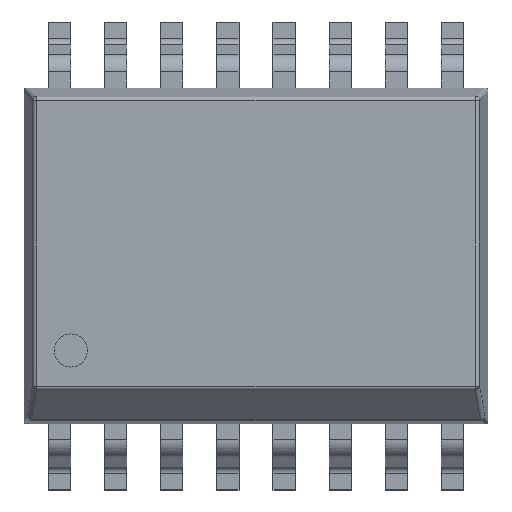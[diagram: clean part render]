
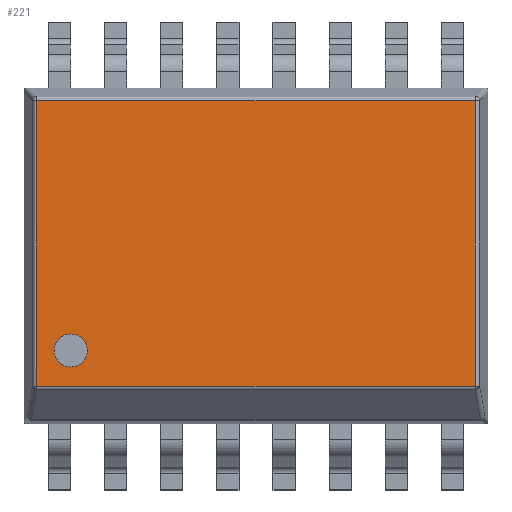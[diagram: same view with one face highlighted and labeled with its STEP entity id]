
A CAD part, top view. The second image highlights one B-rep face of the part: STEP entity #221.
In plain terms, the highlighted planar face has unit normal (0, 0, 1).
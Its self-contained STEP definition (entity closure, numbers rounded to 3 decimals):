
#221=ADVANCED_FACE('',(#2747,#2749),#2751,.T.);
#2747=FACE_BOUND('',#2748,.T.);
#2748=EDGE_LOOP('',(#4811,#4812,#4813,#4814));
#2749=FACE_BOUND('',#2750,.T.);
#2750=EDGE_LOOP('',(#4815));
#2751=PLANE('',#2752);
#2752=AXIS2_PLACEMENT_3D('',#2753,#2754,#2755);
#2753=CARTESIAN_POINT('',(0.,0.,2.65));
#2754=DIRECTION('',(0.,0.,1.));
#2755=DIRECTION('',(1.,0.,0.));
#4811=ORIENTED_EDGE('',*,*,#6231,.T.);
#4812=ORIENTED_EDGE('',*,*,#6232,.T.);
#4813=ORIENTED_EDGE('',*,*,#6233,.T.);
#4814=ORIENTED_EDGE('',*,*,#6234,.T.);
#4815=ORIENTED_EDGE('',*,*,#6235,.T.);
#6231=EDGE_CURVE('',#6973,#6974,#6975,.T.);
#6232=EDGE_CURVE('',#6974,#6976,#6977,.T.);
#6233=EDGE_CURVE('',#6976,#6978,#6979,.T.);
#6234=EDGE_CURVE('',#6978,#6973,#6980,.T.);
#6235=EDGE_CURVE('',#6981,#6981,#6982,.F.);
#6973=VERTEX_POINT('',#8287);
#6974=VERTEX_POINT('',#8288);
#6975=LINE('',#8289,#8290);
#6976=VERTEX_POINT('',#8292);
#6977=LINE('',#8293,#8294);
#6978=VERTEX_POINT('',#8296);
#6979=LINE('',#8297,#8298);
#6980=LINE('',#8300,#8301);
#6981=VERTEX_POINT('',#8303);
#6982=CIRCLE('',#8304,0.375);
#8287=CARTESIAN_POINT('',(4.963,-2.956,2.65));
#8288=CARTESIAN_POINT('',(4.963,3.513,2.65));
#8289=CARTESIAN_POINT('',(4.963,-2.956,2.65));
#8290=VECTOR('',#8291,1.);
#8291=DIRECTION('',(0.,1.,0.));
#8292=CARTESIAN_POINT('',(-4.963,3.513,2.65));
#8293=CARTESIAN_POINT('',(4.963,3.513,2.65));
#8294=VECTOR('',#8295,1.);
#8295=DIRECTION('',(-1.,0.,0.));
#8296=CARTESIAN_POINT('',(-4.963,-2.956,2.65));
#8297=CARTESIAN_POINT('',(-4.963,3.513,2.65));
#8298=VECTOR('',#8299,1.);
#8299=DIRECTION('',(0.,-1.,0.));
#8300=CARTESIAN_POINT('',(-4.963,-2.956,2.65));
#8301=VECTOR('',#8302,1.);
#8302=DIRECTION('',(1.,0.,0.));
#8303=CARTESIAN_POINT('',(-3.82,-2.145,2.65));
#8304=AXIS2_PLACEMENT_3D('',#8305,#8306,#8307);
#8305=CARTESIAN_POINT('',(-4.195,-2.145,2.65));
#8306=DIRECTION('',(0.,0.,1.));
#8307=DIRECTION('',(1.,0.,0.));
